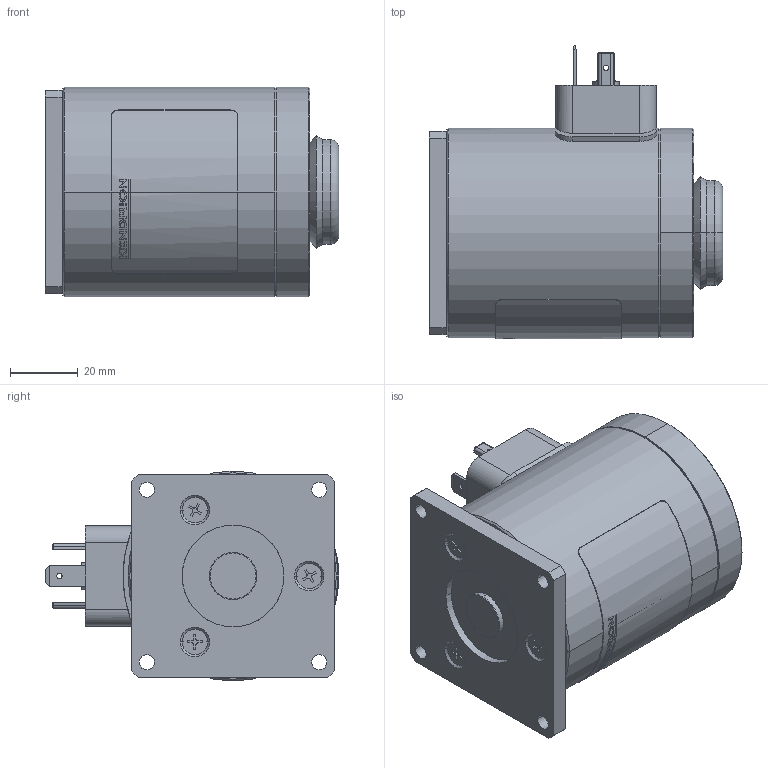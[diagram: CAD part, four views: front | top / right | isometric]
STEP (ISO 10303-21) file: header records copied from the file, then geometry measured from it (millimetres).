
FILE_DESCRIPTION (( 'STEP AP214' ), '1' );
FILE_NAME ('Einfachhub-Steuermagnet -50013732-external.STEP', '2021-09-29T09:48:18', ( '' ), ( '' ), 'SwSTEP 2.0', 'SolidWorks 2018', '' );
FILE_SCHEMA (( 'AUTOMOTIVE_DESIGN' ));
Length unit declared in the file: millimetre
Products named in the file (1): Einfachhub-Steuermagnet -50013732-external
Bounding box: 86.7 x 86.75 x 62 mm (x, y, z)
Surface area: 34906.9 mm2 (no closed solid volume)
Topology: 0 solids, 22 shells, 341 faces, 1133 edges, 805 vertices
Faces by surface type: plane 191, cylinder 90, cone 34, torus 10, bspline 10, sphere 6
Entity records: 18261 total; most frequent: CARTESIAN_POINT 4620, DIRECTION 2082, ORIENTED_EDGE 1867, EDGE_CURVE 1133, VERTEX_POINT 805, AXIS2_PLACEMENT_3D 740, LINE 602, VECTOR 602
